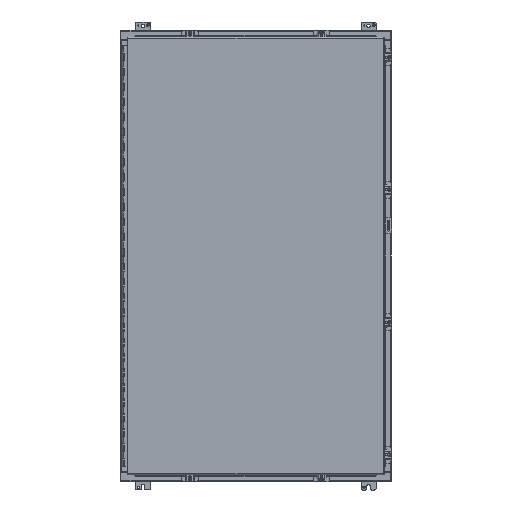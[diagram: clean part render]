
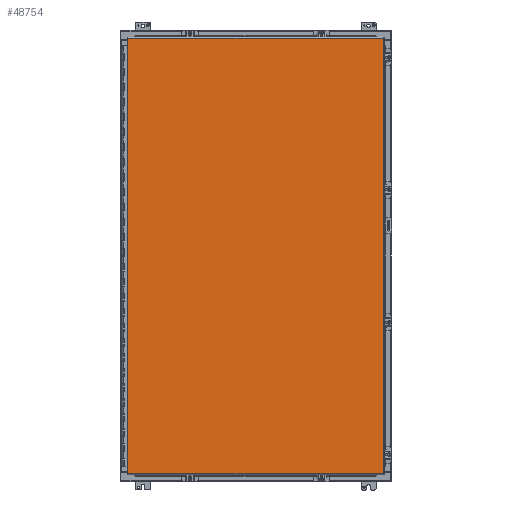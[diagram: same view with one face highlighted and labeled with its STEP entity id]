
A CAD part, front view. The second image highlights one B-rep face of the part: STEP entity #48754.
In plain terms, the highlighted planar face has unit normal (0, -1, 0).
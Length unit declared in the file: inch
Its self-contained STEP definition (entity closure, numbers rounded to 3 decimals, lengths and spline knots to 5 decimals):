
#1918 = VECTOR ( 'NONE', #41009, 39.37008 ) ;
#4721 = CARTESIAN_POINT ( 'NONE',  ( -17.017, -13.21, 28.9945 ) ) ;
#5521 = EDGE_LOOP ( 'NONE', ( #52879, #9422, #25342, #46961 ) ) ;
#9354 = CARTESIAN_POINT ( 'NONE',  ( -17.017, -13.21, -28.9945 ) ) ;
#9422 = ORIENTED_EDGE ( 'NONE', *, *, #40878, .F. ) ;
#10178 = DIRECTION ( 'NONE',  ( 0., 0., 1. ) ) ;
#10306 = VERTEX_POINT ( 'NONE', #72492 ) ;
#14775 = DIRECTION ( 'NONE',  ( 0., -1., 0. ) ) ;
#17242 = VERTEX_POINT ( 'NONE', #41897 ) ;
#21557 = VECTOR ( 'NONE', #46465, 39.37008 ) ;
#25342 = ORIENTED_EDGE ( 'NONE', *, *, #41738, .F. ) ;
#25829 = FACE_OUTER_BOUND ( 'NONE', #5521, .T. ) ;
#28046 = CARTESIAN_POINT ( 'NONE',  ( -17.017, -13.21, 28.9945 ) ) ;
#31401 = LINE ( 'NONE', #60958, #32593 ) ;
#31905 = AXIS2_PLACEMENT_3D ( 'NONE', #68773, #14775, #38813 ) ;
#32593 = VECTOR ( 'NONE', #55059, 39.37008 ) ;
#35687 = CARTESIAN_POINT ( 'NONE',  ( -17.017, -13.21, -28.9945 ) ) ;
#38813 = DIRECTION ( 'NONE',  ( 0., 0., -1. ) ) ;
#40585 = VECTOR ( 'NONE', #10178, 39.37008 ) ;
#40878 = EDGE_CURVE ( 'NONE', #74188, #10306, #47239, .T. ) ;
#41009 = DIRECTION ( 'NONE',  ( -1., 0., 0. ) ) ;
#41738 = EDGE_CURVE ( 'NONE', #70697, #74188, #57490, .T. ) ;
#41897 = CARTESIAN_POINT ( 'NONE',  ( 16.955, -13.21, -28.9945 ) ) ;
#44720 = PLANE ( 'NONE',  #31905 ) ;
#46465 = DIRECTION ( 'NONE',  ( 1., 0., 0. ) ) ;
#46961 = ORIENTED_EDGE ( 'NONE', *, *, #77166, .F. ) ;
#47239 = LINE ( 'NONE', #4721, #21557 ) ;
#48754 = ADVANCED_FACE ( 'NONE', ( #25829 ), #44720, .T. ) ;
#52843 = LINE ( 'NONE', #59147, #1918 ) ;
#52879 = ORIENTED_EDGE ( 'NONE', *, *, #65788, .F. ) ;
#55059 = DIRECTION ( 'NONE',  ( 0., 0., -1. ) ) ;
#57490 = LINE ( 'NONE', #35687, #40585 ) ;
#59147 = CARTESIAN_POINT ( 'NONE',  ( 16.955, -13.21, -28.9945 ) ) ;
#60958 = CARTESIAN_POINT ( 'NONE',  ( 16.955, -13.21, 28.9945 ) ) ;
#65788 = EDGE_CURVE ( 'NONE', #10306, #17242, #31401, .T. ) ;
#68773 = CARTESIAN_POINT ( 'NONE',  ( -17.017, -13.21, -28.9945 ) ) ;
#70697 = VERTEX_POINT ( 'NONE', #9354 ) ;
#72492 = CARTESIAN_POINT ( 'NONE',  ( 16.955, -13.21, 28.9945 ) ) ;
#74188 = VERTEX_POINT ( 'NONE', #28046 ) ;
#77166 = EDGE_CURVE ( 'NONE', #17242, #70697, #52843, .T. ) ;
